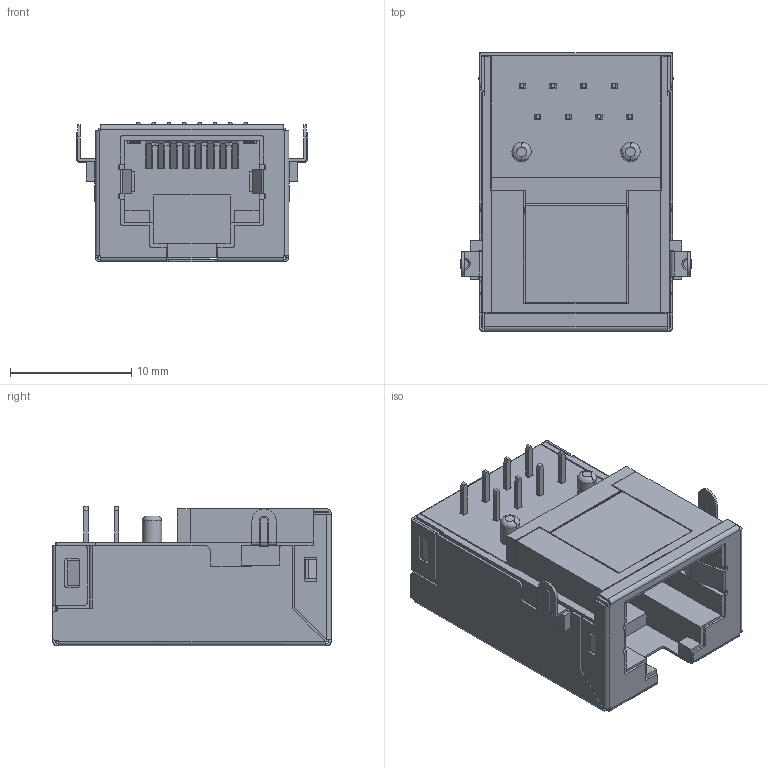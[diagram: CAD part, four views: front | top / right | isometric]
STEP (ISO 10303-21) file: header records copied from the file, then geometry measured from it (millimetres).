
FILE_DESCRIPTION((''),'2;1');
FILE_NAME('J7A_ASSEM','2015-12-11T',('eng21'),(''),'PRO/ENGINEER BY PARAMETRIC TECHNOLOGY CORPORATION, 2008380','PRO/ENGINEER BY PARAMETRIC TECHNOLOGY CORPORATION, 2008380','');
FILE_SCHEMA(('CONFIG_CONTROL_DESIGN'));
Length unit declared in the file: millimetre
Products named in the file (1): J7A_ASSEM
Bounding box: 19.1 x 23 x 11.51 mm (x, y, z)
Volume: 1761.6 mm3; surface area: 5686.3 mm2
Topology: 1 solids, 1 shells, 1659 faces, 4954 edges, 3221 vertices
Faces by surface type: plane 1347, cylinder 289, torus 15, bspline 8
Entity records: 55526 total; most frequent: CARTESIAN_POINT 10190, ORIENTED_EDGE 9908, DIRECTION 8884, EDGE_CURVE 4954, VECTOR 4246, LINE 4246, VERTEX_POINT 3221, AXIS2_PLACEMENT_3D 2319
